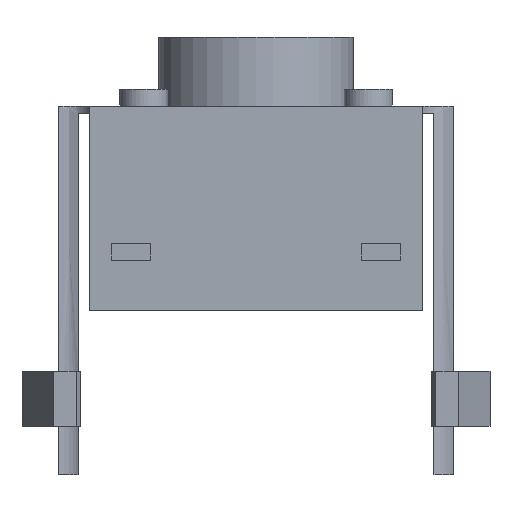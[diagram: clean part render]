
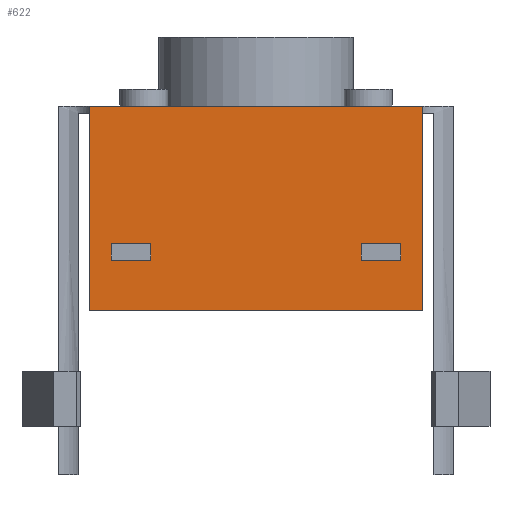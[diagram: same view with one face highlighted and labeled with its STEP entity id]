
A CAD part, front view. The second image highlights one B-rep face of the part: STEP entity #622.
In plain terms, the highlighted planar face has unit normal (0, -1, 0).
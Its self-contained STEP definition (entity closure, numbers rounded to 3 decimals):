
#100 = VECTOR ( 'NONE', #924, 1000. ) ;
#111 = DIRECTION ( 'NONE',  ( 1., 0., 0. ) ) ;
#115 = CARTESIAN_POINT ( 'NONE',  ( 2.995, -3.505, 2.695 ) ) ;
#154 = CARTESIAN_POINT ( 'NONE',  ( 2.6, -3.505, 0.225 ) ) ;
#178 = VERTEX_POINT ( 'NONE', #115 ) ;
#185 = VERTEX_POINT ( 'NONE', #1442 ) ;
#201 = VERTEX_POINT ( 'NONE', #1482 ) ;
#206 = ORIENTED_EDGE ( 'NONE', *, *, #2279, .F. ) ;
#215 = LINE ( 'NONE', #779, #2181 ) ;
#220 = EDGE_CURVE ( 'NONE', #1101, #477, #927, .T. ) ;
#305 = CARTESIAN_POINT ( 'NONE',  ( -2.995, -3.505, -0.985 ) ) ;
#312 = CARTESIAN_POINT ( 'NONE',  ( -2.995, -3.505, 2.695 ) ) ;
#341 = EDGE_CURVE ( 'NONE', #1242, #2094, #582, .T. ) ;
#357 = CARTESIAN_POINT ( 'NONE',  ( -2.995, -3.505, -3.935 ) ) ;
#371 = ORIENTED_EDGE ( 'NONE', *, *, #1912, .F. ) ;
#395 = DIRECTION ( 'NONE',  ( 1., 0., 0. ) ) ;
#426 = EDGE_CURVE ( 'NONE', #2234, #1301, #1876, .T. ) ;
#431 = EDGE_LOOP ( 'NONE', ( #1241, #371, #1196, #2271 ) ) ;
#443 = DIRECTION ( 'NONE',  ( 0., 0., -1. ) ) ;
#471 = DIRECTION ( 'NONE',  ( 0., 0., -1. ) ) ;
#477 = VERTEX_POINT ( 'NONE', #571 ) ;
#480 = EDGE_CURVE ( 'NONE', #1307, #185, #861, .T. ) ;
#511 = ORIENTED_EDGE ( 'NONE', *, *, #713, .F. ) ;
#529 = VECTOR ( 'NONE', #471, 1000. ) ;
#571 = CARTESIAN_POINT ( 'NONE',  ( 2.6, -3.505, -0.075 ) ) ;
#582 = LINE ( 'NONE', #956, #2440 ) ;
#604 = CARTESIAN_POINT ( 'NONE',  ( 2.6, -3.505, 0.225 ) ) ;
#614 = LINE ( 'NONE', #667, #529 ) ;
#622 = ADVANCED_FACE ( 'NONE', ( #2384, #1978, #645 ), #635, .T. ) ;
#635 = PLANE ( 'NONE',  #2219 ) ;
#645 = FACE_BOUND ( 'NONE', #431, .T. ) ;
#667 = CARTESIAN_POINT ( 'NONE',  ( 1.89, -3.505, 0.225 ) ) ;
#686 = DIRECTION ( 'NONE',  ( -1., 0., 0. ) ) ;
#687 = LINE ( 'NONE', #901, #2110 ) ;
#713 = EDGE_CURVE ( 'NONE', #1448, #2234, #1670, .T. ) ;
#760 = VECTOR ( 'NONE', #789, 1000. ) ;
#779 = CARTESIAN_POINT ( 'NONE',  ( -2.6, -3.505, -0.075 ) ) ;
#781 = ORIENTED_EDGE ( 'NONE', *, *, #1265, .F. ) ;
#787 = VECTOR ( 'NONE', #875, 1000. ) ;
#789 = DIRECTION ( 'NONE',  ( 0., 0., 1. ) ) ;
#816 = CARTESIAN_POINT ( 'NONE',  ( -2.995, -3.505, -3.935 ) ) ;
#861 = LINE ( 'NONE', #1357, #760 ) ;
#875 = DIRECTION ( 'NONE',  ( 1., 0., 0. ) ) ;
#900 = DIRECTION ( 'NONE',  ( 0., 0., 1. ) ) ;
#901 = CARTESIAN_POINT ( 'NONE',  ( 2.995, -3.505, -3.935 ) ) ;
#917 = ORIENTED_EDGE ( 'NONE', *, *, #1110, .T. ) ;
#924 = DIRECTION ( 'NONE',  ( 0., 0., 1. ) ) ;
#927 = LINE ( 'NONE', #1859, #787 ) ;
#956 = CARTESIAN_POINT ( 'NONE',  ( -2.6, -3.505, 0.225 ) ) ;
#1050 = CARTESIAN_POINT ( 'NONE',  ( -2.995, -3.505, -0.985 ) ) ;
#1094 = DIRECTION ( 'NONE',  ( 0., 0., 1. ) ) ;
#1101 = VERTEX_POINT ( 'NONE', #1113 ) ;
#1110 = EDGE_CURVE ( 'NONE', #1448, #178, #687, .T. ) ;
#1113 = CARTESIAN_POINT ( 'NONE',  ( 1.89, -3.505, -0.075 ) ) ;
#1166 = VECTOR ( 'NONE', #686, 1000. ) ;
#1196 = ORIENTED_EDGE ( 'NONE', *, *, #220, .F. ) ;
#1198 = VECTOR ( 'NONE', #1498, 1000. ) ;
#1209 = ORIENTED_EDGE ( 'NONE', *, *, #341, .F. ) ;
#1241 = ORIENTED_EDGE ( 'NONE', *, *, #2001, .F. ) ;
#1242 = VERTEX_POINT ( 'NONE', #1510 ) ;
#1251 = ORIENTED_EDGE ( 'NONE', *, *, #480, .F. ) ;
#1264 = EDGE_LOOP ( 'NONE', ( #511, #917, #206, #2188 ) ) ;
#1265 = EDGE_CURVE ( 'NONE', #185, #1242, #1851, .T. ) ;
#1301 = VERTEX_POINT ( 'NONE', #2105 ) ;
#1307 = VERTEX_POINT ( 'NONE', #1371 ) ;
#1340 = VECTOR ( 'NONE', #1385, 1000. ) ;
#1346 = EDGE_CURVE ( 'NONE', #2094, #1307, #215, .T. ) ;
#1357 = CARTESIAN_POINT ( 'NONE',  ( -1.89, -3.505, 0.225 ) ) ;
#1371 = CARTESIAN_POINT ( 'NONE',  ( -1.89, -3.505, -0.075 ) ) ;
#1385 = DIRECTION ( 'NONE',  ( -1., 0., 0. ) ) ;
#1428 = LINE ( 'NONE', #154, #1725 ) ;
#1442 = CARTESIAN_POINT ( 'NONE',  ( -1.89, -3.505, 0.225 ) ) ;
#1448 = VERTEX_POINT ( 'NONE', #1507 ) ;
#1482 = CARTESIAN_POINT ( 'NONE',  ( 2.6, -3.505, 0.225 ) ) ;
#1498 = DIRECTION ( 'NONE',  ( -1., 0., 0. ) ) ;
#1507 = CARTESIAN_POINT ( 'NONE',  ( 2.995, -3.505, -0.985 ) ) ;
#1510 = CARTESIAN_POINT ( 'NONE',  ( -2.6, -3.505, 0.225 ) ) ;
#1513 = DIRECTION ( 'NONE',  ( 0., 0., -1. ) ) ;
#1595 = DIRECTION ( 'NONE',  ( 0., -1., 0. ) ) ;
#1620 = EDGE_CURVE ( 'NONE', #2241, #1101, #614, .T. ) ;
#1670 = LINE ( 'NONE', #1050, #1166 ) ;
#1725 = VECTOR ( 'NONE', #900, 1000. ) ;
#1851 = LINE ( 'NONE', #2071, #1198 ) ;
#1859 = CARTESIAN_POINT ( 'NONE',  ( 2.6, -3.505, -0.075 ) ) ;
#1876 = LINE ( 'NONE', #357, #100 ) ;
#1880 = ORIENTED_EDGE ( 'NONE', *, *, #1346, .F. ) ;
#1912 = EDGE_CURVE ( 'NONE', #477, #201, #1428, .T. ) ;
#1977 = EDGE_LOOP ( 'NONE', ( #1880, #1209, #781, #1251 ) ) ;
#1978 = FACE_BOUND ( 'NONE', #1977, .T. ) ;
#2001 = EDGE_CURVE ( 'NONE', #201, #2241, #2043, .T. ) ;
#2043 = LINE ( 'NONE', #604, #1340 ) ;
#2071 = CARTESIAN_POINT ( 'NONE',  ( -2.6, -3.505, 0.225 ) ) ;
#2094 = VERTEX_POINT ( 'NONE', #2163 ) ;
#2105 = CARTESIAN_POINT ( 'NONE',  ( -2.995, -3.505, 2.695 ) ) ;
#2110 = VECTOR ( 'NONE', #1094, 1000. ) ;
#2163 = CARTESIAN_POINT ( 'NONE',  ( -2.6, -3.505, -0.075 ) ) ;
#2181 = VECTOR ( 'NONE', #395, 1000. ) ;
#2188 = ORIENTED_EDGE ( 'NONE', *, *, #426, .F. ) ;
#2219 = AXIS2_PLACEMENT_3D ( 'NONE', #816, #1595, #443 ) ;
#2234 = VERTEX_POINT ( 'NONE', #305 ) ;
#2240 = VECTOR ( 'NONE', #111, 1000. ) ;
#2241 = VERTEX_POINT ( 'NONE', #2395 ) ;
#2271 = ORIENTED_EDGE ( 'NONE', *, *, #1620, .F. ) ;
#2279 = EDGE_CURVE ( 'NONE', #1301, #178, #2288, .T. ) ;
#2288 = LINE ( 'NONE', #312, #2240 ) ;
#2384 = FACE_OUTER_BOUND ( 'NONE', #1264, .T. ) ;
#2395 = CARTESIAN_POINT ( 'NONE',  ( 1.89, -3.505, 0.225 ) ) ;
#2440 = VECTOR ( 'NONE', #1513, 1000. ) ;
